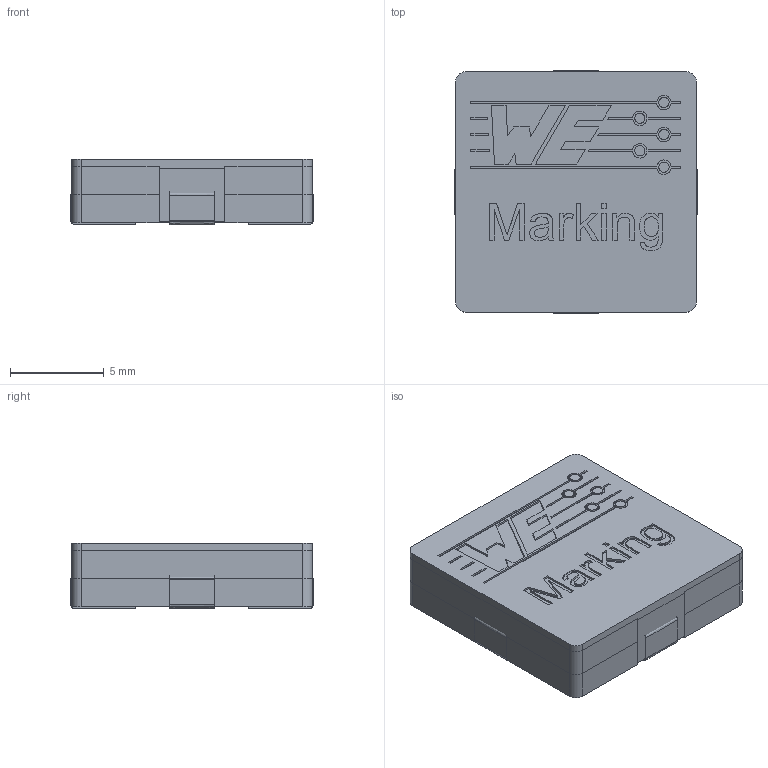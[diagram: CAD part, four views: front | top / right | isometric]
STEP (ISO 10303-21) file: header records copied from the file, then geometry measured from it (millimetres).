
FILE_DESCRIPTION( ( 'Unknown' ), '1' );
FILE_NAME( '744313x.stp', 'Unknown', ( 'Unknown' ), ( 'Unknown' ), 'XStep 1.0', 'Unknown', ' ' );
FILE_SCHEMA( ( 'automotive_design' ) );
Length unit declared in the file: millimetre
Products named in the file (5): Assem1; Gehäuse; Spule; Boden; Klebemasse
Bounding box: 12.9 x 12.9 x 3.5 mm (x, y, z)
Surface area: 3366.1 mm2
Topology: 9 solids, 9 shells, 542 faces, 1384 edges, 912 vertices
Faces by surface type: plane 382, bspline 64, extrusion 62, cylinder 34
Full cylindrical faces by diameter (mm): 4.8 x2
Entity records: 12000 total; most frequent: CARTESIAN_POINT 4598, ORIENTED_EDGE 1352, DIRECTION 861, EDGE_CURVE 676, VERTEX_POINT 450, VECTOR 397, LINE 366, B_SPLINE_CURVE_WITH_KNOTS 314
